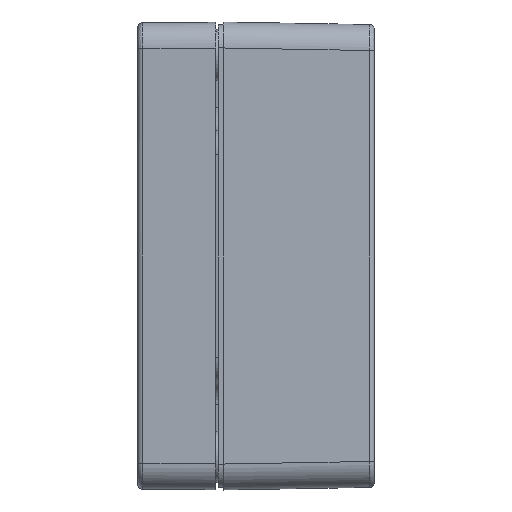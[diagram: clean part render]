
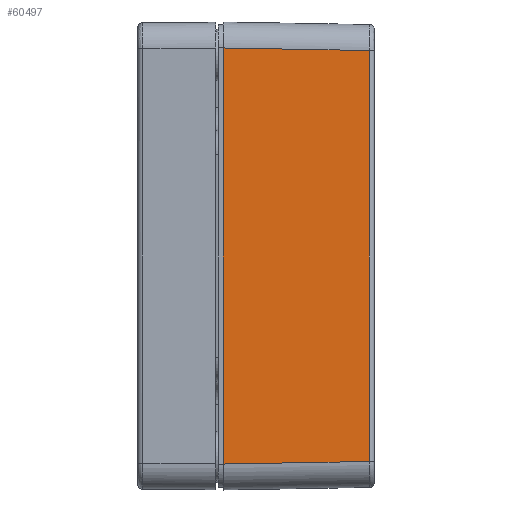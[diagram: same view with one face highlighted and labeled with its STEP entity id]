
A CAD part, left-side view. The second image highlights one B-rep face of the part: STEP entity #60497.
In plain terms, the highlighted planar face has unit normal (-1, -0.018, 0).
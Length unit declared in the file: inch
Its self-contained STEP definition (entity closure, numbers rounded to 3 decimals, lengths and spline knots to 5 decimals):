
#410 = FACE_OUTER_BOUND ( 'NONE', #61297, .T. ) ;
#1151 = VERTEX_POINT ( 'NONE', #33262 ) ;
#3981 = CARTESIAN_POINT ( 'NONE',  ( -0.48294, -1.14439, -0.2626 ) ) ;
#5036 = PLANE ( 'NONE',  #49605 ) ;
#5661 = DIRECTION ( 'NONE',  ( -1., -0.017, 0. ) ) ;
#8571 = CARTESIAN_POINT ( 'NONE',  ( -0.50223, -0.03937, -0.28189 ) ) ;
#9294 = VERTEX_POINT ( 'NONE', #3981 ) ;
#9365 = ORIENTED_EDGE ( 'NONE', *, *, #35202, .T. ) ;
#13122 = VERTEX_POINT ( 'NONE', #8571 ) ;
#13476 = CARTESIAN_POINT ( 'NONE',  ( -0.48294, -1.14439, 2.85105 ) ) ;
#16154 = EDGE_CURVE ( 'NONE', #1151, #60963, #54349, .T. ) ;
#18521 = DIRECTION ( 'NONE',  ( 0., 0., -1. ) ) ;
#22908 = LINE ( 'NONE', #58225, #64020 ) ;
#24633 = CARTESIAN_POINT ( 'NONE',  ( -0.50223, -0.03937, 2.87034 ) ) ;
#27013 = ORIENTED_EDGE ( 'NONE', *, *, #56713, .F. ) ;
#30251 = DIRECTION ( 'NONE',  ( -0.017, 1., 0. ) ) ;
#31959 = VECTOR ( 'NONE', #18521, 39.37008 ) ;
#32538 = ORIENTED_EDGE ( 'NONE', *, *, #61504, .F. ) ;
#32729 = DIRECTION ( 'NONE',  ( 0., 0., -1. ) ) ;
#33262 = CARTESIAN_POINT ( 'NONE',  ( -0.48294, -1.14439, 2.85105 ) ) ;
#33335 = ORIENTED_EDGE ( 'NONE', *, *, #16154, .T. ) ;
#33564 = LINE ( 'NONE', #37802, #31959 ) ;
#35202 = EDGE_CURVE ( 'NONE', #60963, #13122, #33564, .T. ) ;
#36090 = VECTOR ( 'NONE', #44755, 39.37008 ) ;
#37802 = CARTESIAN_POINT ( 'NONE',  ( -0.50223, -0.03937, -0.4794 ) ) ;
#41351 = CARTESIAN_POINT ( 'NONE',  ( -0.50201, -0.05154, -0.28168 ) ) ;
#44755 = DIRECTION ( 'NONE',  ( -0.017, 1., -0.017 ) ) ;
#45570 = VECTOR ( 'NONE', #49129, 39.37008 ) ;
#49129 = DIRECTION ( 'NONE',  ( -0.017, 1., 0.017 ) ) ;
#49605 = AXIS2_PLACEMENT_3D ( 'NONE', #50496, #5661, #30251 ) ;
#50496 = CARTESIAN_POINT ( 'NONE',  ( -0.50291, 0., -0.4794 ) ) ;
#53896 = LINE ( 'NONE', #41351, #36090 ) ;
#54349 = LINE ( 'NONE', #13476, #45570 ) ;
#56713 = EDGE_CURVE ( 'NONE', #1151, #9294, #22908, .T. ) ;
#58225 = CARTESIAN_POINT ( 'NONE',  ( -0.48294, -1.14439, 0.40742 ) ) ;
#60497 = ADVANCED_FACE ( 'NONE', ( #410 ), #5036, .T. ) ;
#60963 = VERTEX_POINT ( 'NONE', #24633 ) ;
#61297 = EDGE_LOOP ( 'NONE', ( #9365, #32538, #27013, #33335 ) ) ;
#61504 = EDGE_CURVE ( 'NONE', #9294, #13122, #53896, .T. ) ;
#64020 = VECTOR ( 'NONE', #32729, 39.37008 ) ;
